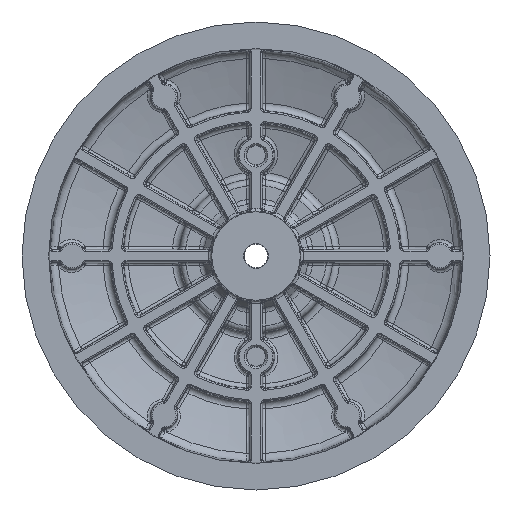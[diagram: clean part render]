
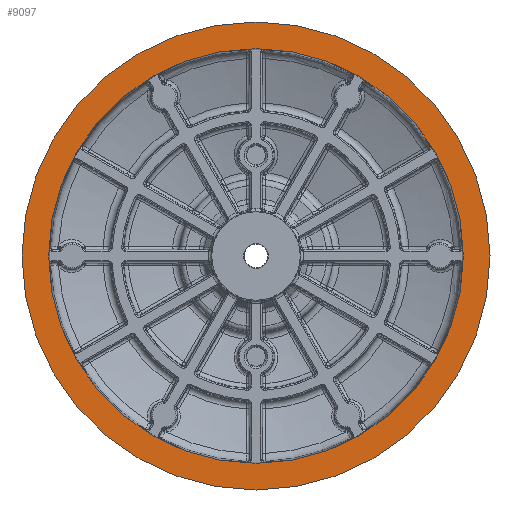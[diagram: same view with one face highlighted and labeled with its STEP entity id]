
A CAD part, front view. The second image highlights one B-rep face of the part: STEP entity #9097.
In plain terms, the highlighted planar face has unit normal (0, -1, 0).
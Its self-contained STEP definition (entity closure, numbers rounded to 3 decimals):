
#1576 = CARTESIAN_POINT ( 'NONE',  ( 0., 0., 0. ) ) ;
#4314 = PLANE ( 'NONE',  #37590 ) ;
#6052 = CARTESIAN_POINT ( 'NONE',  ( 0., 0., 35.175 ) ) ;
#6514 = DIRECTION ( 'NONE',  ( 0., -1., 0. ) ) ;
#7633 = CARTESIAN_POINT ( 'NONE',  ( 0., 0., 0. ) ) ;
#9097 = ADVANCED_FACE ( 'NONE', ( #19910, #45473 ), #4314, .F. ) ;
#10195 = EDGE_LOOP ( 'NONE', ( #43876, #26584 ) ) ;
#10655 = CARTESIAN_POINT ( 'NONE',  ( 0., 0., -39.698 ) ) ;
#11221 = DIRECTION ( 'NONE',  ( 0., 1., 0. ) ) ;
#12099 = DIRECTION ( 'NONE',  ( 0., 0., -1. ) ) ;
#12253 = DIRECTION ( 'NONE',  ( 0., 1., 0. ) ) ;
#13527 = CARTESIAN_POINT ( 'NONE',  ( 0., 0., 39.698 ) ) ;
#13989 = CARTESIAN_POINT ( 'NONE',  ( 0., 0., 0. ) ) ;
#14813 = EDGE_CURVE ( 'NONE', #35303, #45070, #22982, .T. ) ;
#18159 = ORIENTED_EDGE ( 'NONE', *, *, #39915, .F. ) ;
#18280 = CARTESIAN_POINT ( 'NONE',  ( 0., 0., -35.175 ) ) ;
#19122 = DIRECTION ( 'NONE',  ( 0., 0., -1. ) ) ;
#19431 = DIRECTION ( 'NONE',  ( 0., -1., 0. ) ) ;
#19910 = FACE_OUTER_BOUND ( 'NONE', #10195, .T. ) ;
#22155 = CARTESIAN_POINT ( 'NONE',  ( -7.506, 0., 0. ) ) ;
#22982 = CIRCLE ( 'NONE', #24208, 39.698 ) ;
#24058 = VERTEX_POINT ( 'NONE', #6052 ) ;
#24208 = AXIS2_PLACEMENT_3D ( 'NONE', #1576, #12253, #12099 ) ;
#24234 = CIRCLE ( 'NONE', #41789, 35.175 ) ;
#24592 = EDGE_CURVE ( 'NONE', #45070, #35303, #25343, .T. ) ;
#24791 = EDGE_CURVE ( 'NONE', #24058, #34960, #24234, .T. ) ;
#25343 = CIRCLE ( 'NONE', #35514, 39.698 ) ;
#26584 = ORIENTED_EDGE ( 'NONE', *, *, #14813, .F. ) ;
#31300 = DIRECTION ( 'NONE',  ( 0., 0., -1. ) ) ;
#32798 = CIRCLE ( 'NONE', #39596, 35.175 ) ;
#32816 = DIRECTION ( 'NONE',  ( 0., 1., 0. ) ) ;
#33033 = DIRECTION ( 'NONE',  ( 0., 0., -1. ) ) ;
#33309 = EDGE_LOOP ( 'NONE', ( #18159, #39642 ) ) ;
#34960 = VERTEX_POINT ( 'NONE', #18280 ) ;
#35303 = VERTEX_POINT ( 'NONE', #13527 ) ;
#35514 = AXIS2_PLACEMENT_3D ( 'NONE', #7633, #11221, #33033 ) ;
#36408 = DIRECTION ( 'NONE',  ( 0., 0., 1. ) ) ;
#36655 = CARTESIAN_POINT ( 'NONE',  ( 0., 0., 0. ) ) ;
#37590 = AXIS2_PLACEMENT_3D ( 'NONE', #22155, #32816, #36408 ) ;
#39596 = AXIS2_PLACEMENT_3D ( 'NONE', #36655, #19431, #19122 ) ;
#39642 = ORIENTED_EDGE ( 'NONE', *, *, #24791, .F. ) ;
#39915 = EDGE_CURVE ( 'NONE', #34960, #24058, #32798, .T. ) ;
#41789 = AXIS2_PLACEMENT_3D ( 'NONE', #13989, #6514, #31300 ) ;
#43876 = ORIENTED_EDGE ( 'NONE', *, *, #24592, .F. ) ;
#45070 = VERTEX_POINT ( 'NONE', #10655 ) ;
#45473 = FACE_BOUND ( 'NONE', #33309, .T. ) ;
